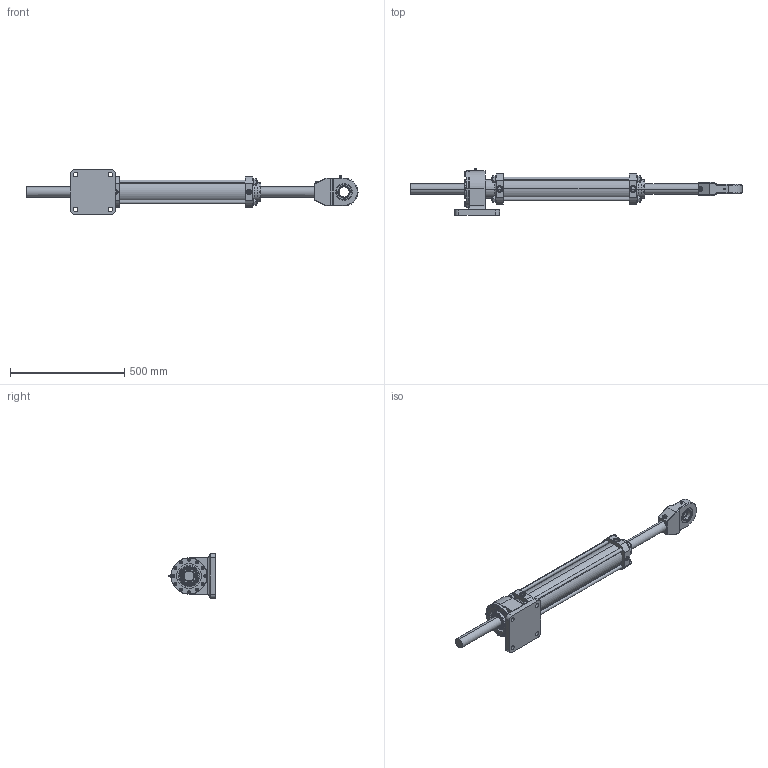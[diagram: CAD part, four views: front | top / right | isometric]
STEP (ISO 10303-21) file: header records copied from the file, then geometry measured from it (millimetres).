
FILE_DESCRIPTION (( 'STEP AP214' ), '1' );
FILE_NAME ('7800-0052_revA.STEP', '2019-08-23T18:30:41', ( '' ), ( '' ), 'SwSTEP 2.0', 'SolidWorks 2019', '' );
FILE_SCHEMA (( 'AUTOMOTIVE_DESIGN' ));
Length unit declared in the file: inch
Products named in the file (1): 7800-0052_revA
Bounding box: 1455.75 x 202.62 x 196.85 mm (x, y, z)
Surface area: 917815.1 mm2 (no closed solid volume)
Topology: 0 solids, 141 shells, 976 faces, 3201 edges, 2304 vertices
Faces by surface type: plane 423, cylinder 273, cone 150, torus 74, bspline 48, sphere 8
Entity records: 56192 total; most frequent: CARTESIAN_POINT 16910, DIRECTION 5435, ORIENTED_EDGE 4747, EDGE_CURVE 3191, VERTEX_POINT 2304, AXIS2_PLACEMENT_3D 2087, VECTOR 1261, LINE 1261
